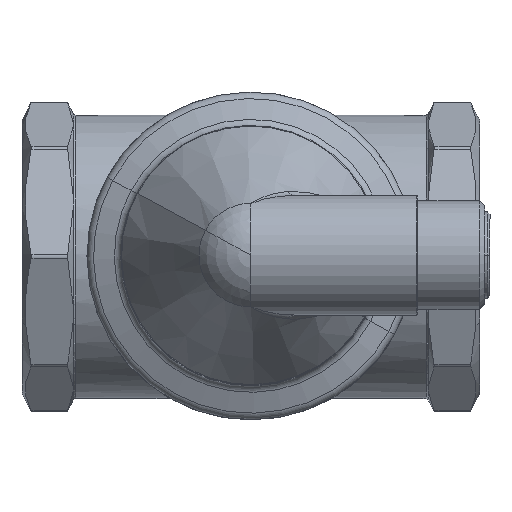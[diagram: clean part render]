
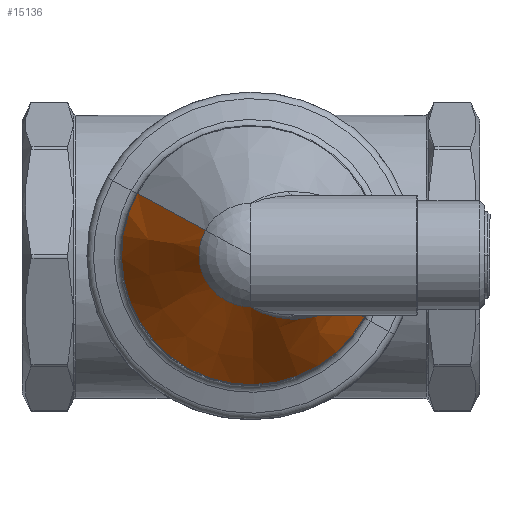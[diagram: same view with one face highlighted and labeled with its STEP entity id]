
A CAD part, top view. The second image highlights one B-rep face of the part: STEP entity #15136.
In plain terms, the highlighted conical face has half-angle 30 degrees and reference radius 9.959 mm.
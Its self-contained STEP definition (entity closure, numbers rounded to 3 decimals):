
#15088=AXIS2_PLACEMENT_3D('Cone Axis2P3D',#15085,#15086,#15087) ;
#15120=AXIS2_PLACEMENT_3D('Circle Axis2P3D',#15118,#15119,$) ;
#15125=AXIS2_PLACEMENT_3D('Circle Axis2P3D',#15123,#15124,$) ;
#14603=CARTESIAN_POINT('Vertex',(-4.775,-8.74,98.25)) ;
#14643=CARTESIAN_POINT('Control Point',(12.25,7.073,91.)) ;
#14644=CARTESIAN_POINT('Control Point',(12.213,6.581,91.482)) ;
#14645=CARTESIAN_POINT('Control Point',(12.157,6.094,91.962)) ;
#14646=CARTESIAN_POINT('Control Point',(12.083,5.613,92.438)) ;
#14647=CARTESIAN_POINT('Control Point',(11.825,4.264,93.784)) ;
#14648=CARTESIAN_POINT('Control Point',(11.432,2.977,95.095)) ;
#14649=CARTESIAN_POINT('Control Point',(11.124,2.173,95.927)) ;
#14650=CARTESIAN_POINT('Control Point',(10.698,1.26,96.887)) ;
#14651=CARTESIAN_POINT('Control Point',(10.208,0.408,97.807)) ;
#14652=CARTESIAN_POINT('Control Point',(10.13,0.274,97.951)) ;
#14653=CARTESIAN_POINT('Control Point',(10.047,0.14,98.097)) ;
#14654=CARTESIAN_POINT('Control Point',(9.964,0.007,98.242)) ;
#14655=CARTESIAN_POINT('Control Point',(9.962,0.005,98.245)) ;
#14656=CARTESIAN_POINT('Control Point',(9.961,0.002,98.247)) ;
#14657=CARTESIAN_POINT('Control Point',(9.959,0.,98.25)) ;
#14658=CARTESIAN_POINT('Vertex',(9.959,0.,98.25)) ;
#14660=CARTESIAN_POINT('Vertex',(12.25,7.073,91.)) ;
#14778=CARTESIAN_POINT('Control Point',(9.482,17.356,81.244)) ;
#14779=CARTESIAN_POINT('Control Point',(9.856,16.834,81.729)) ;
#14780=CARTESIAN_POINT('Control Point',(10.191,16.301,82.223)) ;
#14781=CARTESIAN_POINT('Control Point',(10.491,15.763,82.724)) ;
#14782=CARTESIAN_POINT('Control Point',(11.072,14.581,83.827)) ;
#14783=CARTESIAN_POINT('Control Point',(11.509,13.386,84.948)) ;
#14784=CARTESIAN_POINT('Control Point',(11.707,12.738,85.559)) ;
#14785=CARTESIAN_POINT('Control Point',(12.09,11.198,87.016)) ;
#14786=CARTESIAN_POINT('Control Point',(12.277,9.669,88.478)) ;
#14787=CARTESIAN_POINT('Control Point',(12.325,8.791,89.324)) ;
#14788=CARTESIAN_POINT('Control Point',(12.315,7.924,90.166)) ;
#14789=CARTESIAN_POINT('Control Point',(12.25,7.073,91.)) ;
#14790=CARTESIAN_POINT('Vertex',(9.482,17.356,81.244)) ;
#15085=CARTESIAN_POINT('Axis2P3D Location',(0.,0.,98.25)) ;
#15090=CARTESIAN_POINT('Line Origine',(8.348,15.281,85.34)) ;
#15094=CARTESIAN_POINT('Vertex',(11.921,21.822,72.431)) ;
#15101=CARTESIAN_POINT('Vertex',(-11.921,-21.822,72.431)) ;
#15104=CARTESIAN_POINT('Line Origine',(-8.348,-15.281,85.34)) ;
#15118=CARTESIAN_POINT('Axis2P3D Location',(0.,0.,98.25)) ;
#15123=CARTESIAN_POINT('Axis2P3D Location',(0.,0.,72.431)) ;
#15086=DIRECTION('Axis2P3D Direction',(0.,0.,-1.)) ;
#15087=DIRECTION('Axis2P3D XDirection',(0.479,0.878,0.)) ;
#15091=DIRECTION('Vector Direction',(0.24,0.439,-0.866)) ;
#15105=DIRECTION('Vector Direction',(-0.24,-0.439,-0.866)) ;
#15119=DIRECTION('Axis2P3D Direction',(0.,0.,-1.)) ;
#15124=DIRECTION('Axis2P3D Direction',(0.,0.,-1.)) ;
#15092=VECTOR('Line Direction',#15091,1.) ;
#15106=VECTOR('Line Direction',#15105,1.) ;
#15129=ORIENTED_EDGE('',*,*,#15122,.T.) ;
#15130=ORIENTED_EDGE('',*,*,#15108,.F.) ;
#15131=ORIENTED_EDGE('',*,*,#15127,.F.) ;
#15132=ORIENTED_EDGE('',*,*,#15096,.T.) ;
#15133=ORIENTED_EDGE('',*,*,#14792,.F.) ;
#15134=ORIENTED_EDGE('',*,*,#14662,.F.) ;
#15136=ADVANCED_FACE('Hauptk\X2\00F6\X0\rper',(#15135),#15089,.T.) ;
#14642=B_SPLINE_CURVE_WITH_KNOTS('',5,(#14643,#14644,#14645,#14646,#14647,#14648,#14649,#14650,#14651,#14652,#14653,#14654,#14655,#14656,#14657),.UNSPECIFIED.,.F.,.U.,(6,3,3,3,6),(20.422,25.465,34.774,36.524,36.557),.UNSPECIFIED.) ;
#14777=B_SPLINE_CURVE_WITH_KNOTS('',5,(#14778,#14779,#14780,#14781,#14782,#14783,#14784,#14785,#14786,#14787,#14788,#14789),.UNSPECIFIED.,.F.,.U.,(6,3,3,6),(0.,5.373,11.695,20.422),.UNSPECIFIED.) ;
#15121=CIRCLE('generated circle',#15120,9.959) ;
#15126=CIRCLE('generated circle',#15125,24.866) ;
#15089=CONICAL_SURFACE('Cone',#15088,9.959,0.524) ;
#14662=EDGE_CURVE('',#14659,#14661,#14642,.F.) ;
#14792=EDGE_CURVE('',#14661,#14791,#14777,.F.) ;
#15096=EDGE_CURVE('',#15095,#14791,#15093,.F.) ;
#15108=EDGE_CURVE('',#15102,#14604,#15107,.F.) ;
#15122=EDGE_CURVE('',#14659,#14604,#15121,.T.) ;
#15127=EDGE_CURVE('',#15095,#15102,#15126,.T.) ;
#15128=EDGE_LOOP('',(#15129,#15130,#15131,#15132,#15133,#15134)) ;
#15135=FACE_OUTER_BOUND('',#15128,.T.) ;
#15093=LINE('Line',#15090,#15092) ;
#15107=LINE('Line',#15104,#15106) ;
#14604=VERTEX_POINT('',#14603) ;
#14659=VERTEX_POINT('',#14658) ;
#14661=VERTEX_POINT('',#14660) ;
#14791=VERTEX_POINT('',#14790) ;
#15095=VERTEX_POINT('',#15094) ;
#15102=VERTEX_POINT('',#15101) ;
